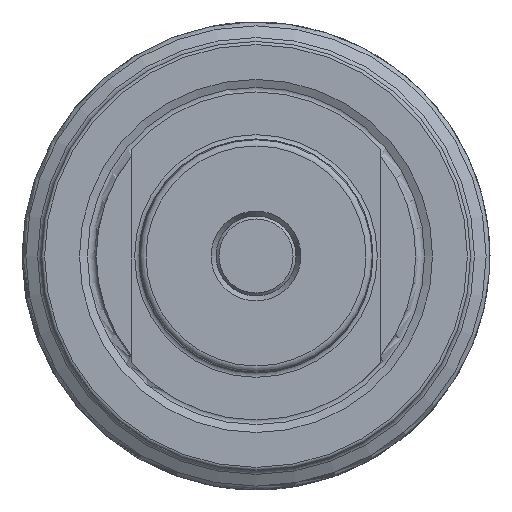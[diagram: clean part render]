
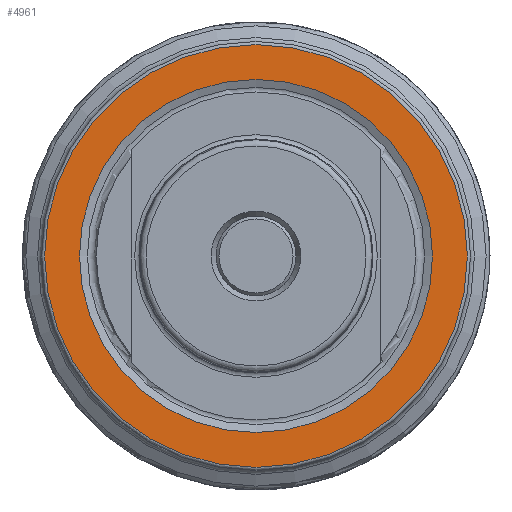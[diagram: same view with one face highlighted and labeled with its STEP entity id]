
A CAD part, left-side view. The second image highlights one B-rep face of the part: STEP entity #4961.
In plain terms, the highlighted planar face has unit normal (-1, 0, 0).
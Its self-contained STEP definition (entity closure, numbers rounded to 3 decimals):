
#124 = CARTESIAN_POINT ( 'NONE',  ( 30., 0., 0. ) ) ;
#142 = FACE_BOUND ( 'NONE', #2518, .T. ) ;
#147 = PLANE ( 'NONE',  #6015 ) ;
#365 = AXIS2_PLACEMENT_3D ( 'NONE', #124, #4462, #4504 ) ;
#1291 = ORIENTED_EDGE ( 'NONE', *, *, #3362, .T. ) ;
#2037 = CARTESIAN_POINT ( 'NONE',  ( 30., -22.632, 0. ) ) ;
#2518 = EDGE_LOOP ( 'NONE', ( #3435 ) ) ;
#2739 = VERTEX_POINT ( 'NONE', #4249 ) ;
#2894 = EDGE_LOOP ( 'NONE', ( #1291 ) ) ;
#3025 = DIRECTION ( 'NONE',  ( 1., 0., 0. ) ) ;
#3078 = FACE_OUTER_BOUND ( 'NONE', #2894, .T. ) ;
#3255 = CARTESIAN_POINT ( 'NONE',  ( 30., 0., 27.1 ) ) ;
#3362 = EDGE_CURVE ( 'NONE', #3872, #3872, #3731, .T. ) ;
#3435 = ORIENTED_EDGE ( 'NONE', *, *, #4950, .F. ) ;
#3731 = CIRCLE ( 'NONE', #6005, 27.1 ) ;
#3872 = VERTEX_POINT ( 'NONE', #3255 ) ;
#4229 = DIRECTION ( 'NONE',  ( 0., 0., 1. ) ) ;
#4249 = CARTESIAN_POINT ( 'NONE',  ( 30., 0., 22.632 ) ) ;
#4373 = CIRCLE ( 'NONE', #365, 22.632 ) ;
#4462 = DIRECTION ( 'NONE',  ( -1., 0., 0. ) ) ;
#4504 = DIRECTION ( 'NONE',  ( 0., 0., 1. ) ) ;
#4748 = CARTESIAN_POINT ( 'NONE',  ( 30., 0., 0. ) ) ;
#4950 = EDGE_CURVE ( 'NONE', #2739, #2739, #4373, .T. ) ;
#4961 = ADVANCED_FACE ( 'NONE', ( #142, #3078 ), #147, .F. ) ;
#5943 = DIRECTION ( 'NONE',  ( 0., 0., -1. ) ) ;
#6005 = AXIS2_PLACEMENT_3D ( 'NONE', #4748, #6160, #4229 ) ;
#6015 = AXIS2_PLACEMENT_3D ( 'NONE', #2037, #3025, #5943 ) ;
#6160 = DIRECTION ( 'NONE',  ( -1., 0., 0. ) ) ;
